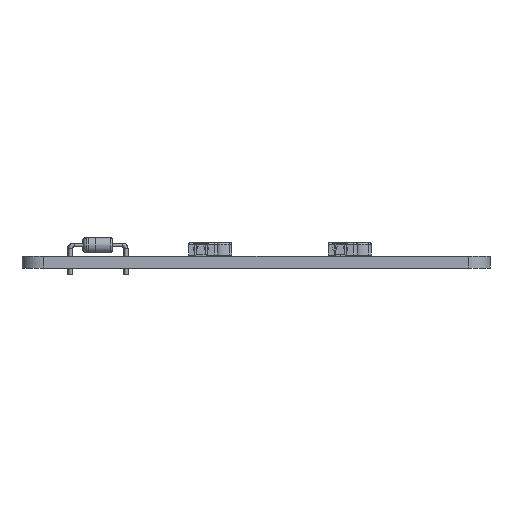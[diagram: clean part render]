
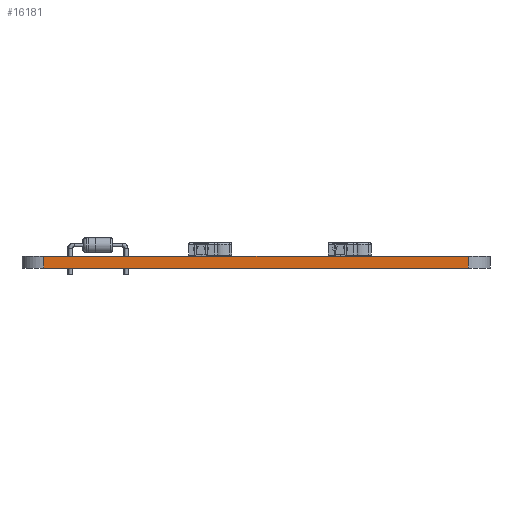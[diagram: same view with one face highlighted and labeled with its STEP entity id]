
A CAD part, left-side view. The second image highlights one B-rep face of the part: STEP entity #16181.
In plain terms, the highlighted planar face has unit normal (-1, 0, 0).
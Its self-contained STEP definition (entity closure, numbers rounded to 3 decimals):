
#14048 = VERTEX_POINT('',#14049);
#14049 = CARTESIAN_POINT('',(93.,-64.5,0.));
#14056 = EDGE_CURVE('',#14057,#14048,#14059,.T.);
#14057 = VERTEX_POINT('',#14058);
#14058 = CARTESIAN_POINT('',(93.,-122.488,0.));
#14059 = LINE('',#14060,#14061);
#14060 = CARTESIAN_POINT('',(93.,-122.488,0.));
#14061 = VECTOR('',#14062,1.);
#14062 = DIRECTION('',(0.,1.,0.));
#15101 = VERTEX_POINT('',#15102);
#15102 = CARTESIAN_POINT('',(93.,-64.5,1.6));
#15109 = EDGE_CURVE('',#15110,#15101,#15112,.T.);
#15110 = VERTEX_POINT('',#15111);
#15111 = CARTESIAN_POINT('',(93.,-122.488,1.6));
#15112 = LINE('',#15113,#15114);
#15113 = CARTESIAN_POINT('',(93.,-122.488,1.6));
#15114 = VECTOR('',#15115,1.);
#15115 = DIRECTION('',(0.,1.,0.));
#16151 = EDGE_CURVE('',#14048,#15101,#16152,.T.);
#16152 = LINE('',#16153,#16154);
#16153 = CARTESIAN_POINT('',(93.,-64.5,0.));
#16154 = VECTOR('',#16155,1.);
#16155 = DIRECTION('',(0.,0.,1.));
#16181 = ADVANCED_FACE('',(#16182),#16193,.T.);
#16182 = FACE_BOUND('',#16183,.T.);
#16183 = EDGE_LOOP('',(#16184,#16190,#16191,#16192));
#16184 = ORIENTED_EDGE('',*,*,#16185,.T.);
#16185 = EDGE_CURVE('',#14057,#15110,#16186,.T.);
#16186 = LINE('',#16187,#16188);
#16187 = CARTESIAN_POINT('',(93.,-122.488,0.));
#16188 = VECTOR('',#16189,1.);
#16189 = DIRECTION('',(0.,0.,1.));
#16190 = ORIENTED_EDGE('',*,*,#15109,.T.);
#16191 = ORIENTED_EDGE('',*,*,#16151,.F.);
#16192 = ORIENTED_EDGE('',*,*,#14056,.F.);
#16193 = PLANE('',#16194);
#16194 = AXIS2_PLACEMENT_3D('',#16195,#16196,#16197);
#16195 = CARTESIAN_POINT('',(93.,-122.488,0.));
#16196 = DIRECTION('',(-1.,0.,0.));
#16197 = DIRECTION('',(0.,1.,0.));
